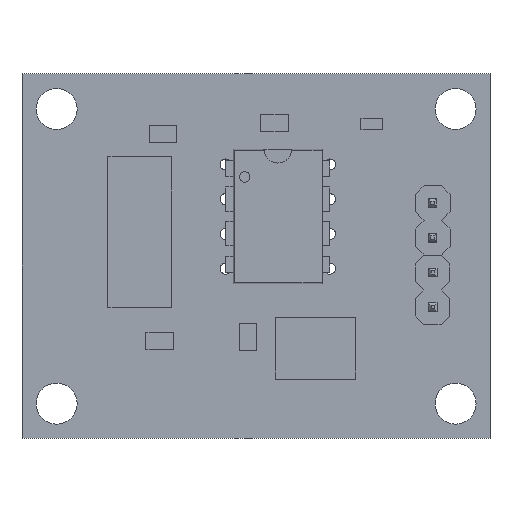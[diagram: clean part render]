
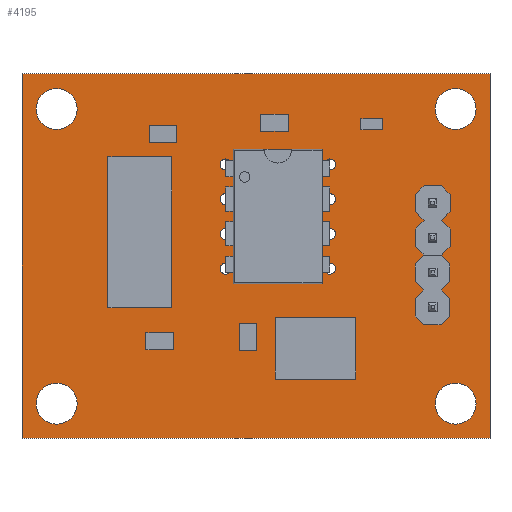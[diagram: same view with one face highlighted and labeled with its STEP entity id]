
A CAD part, top view. The second image highlights one B-rep face of the part: STEP entity #4195.
In plain terms, the highlighted planar face has unit normal (0, 0, 1).
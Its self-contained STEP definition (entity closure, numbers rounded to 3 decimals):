
#85=FACE_BOUND('',#587,.T.);
#86=FACE_BOUND('',#588,.T.);
#87=FACE_BOUND('',#589,.T.);
#88=FACE_BOUND('',#590,.T.);
#89=FACE_BOUND('',#591,.T.);
#90=FACE_BOUND('',#592,.T.);
#91=FACE_BOUND('',#593,.T.);
#92=FACE_BOUND('',#594,.T.);
#93=FACE_BOUND('',#595,.T.);
#94=FACE_BOUND('',#596,.T.);
#95=FACE_BOUND('',#597,.T.);
#96=FACE_BOUND('',#598,.T.);
#97=FACE_BOUND('',#599,.T.);
#98=FACE_BOUND('',#600,.T.);
#99=FACE_BOUND('',#601,.T.);
#100=FACE_BOUND('',#602,.T.);
#101=FACE_BOUND('',#603,.T.);
#102=FACE_BOUND('',#604,.T.);
#103=FACE_BOUND('',#605,.T.);
#104=FACE_BOUND('',#606,.T.);
#138=PLANE('',#4560);
#361=FACE_OUTER_BOUND('',#586,.T.);
#586=EDGE_LOOP('',(#2940,#2941,#2942,#2943));
#587=EDGE_LOOP('',(#2944));
#588=EDGE_LOOP('',(#2945));
#589=EDGE_LOOP('',(#2946));
#590=EDGE_LOOP('',(#2947));
#591=EDGE_LOOP('',(#2948));
#592=EDGE_LOOP('',(#2949));
#593=EDGE_LOOP('',(#2950));
#594=EDGE_LOOP('',(#2951));
#595=EDGE_LOOP('',(#2952));
#596=EDGE_LOOP('',(#2953));
#597=EDGE_LOOP('',(#2954));
#598=EDGE_LOOP('',(#2955));
#599=EDGE_LOOP('',(#2956));
#600=EDGE_LOOP('',(#2957));
#601=EDGE_LOOP('',(#2958));
#602=EDGE_LOOP('',(#2959));
#603=EDGE_LOOP('',(#2960));
#604=EDGE_LOOP('',(#2961));
#605=EDGE_LOOP('',(#2962));
#606=EDGE_LOOP('',(#2963));
#858=LINE('',#6020,#1376);
#861=LINE('',#6026,#1379);
#864=LINE('',#6032,#1382);
#867=LINE('',#6036,#1385);
#1376=VECTOR('',#4936,10.);
#1379=VECTOR('',#4941,10.);
#1382=VECTOR('',#4946,10.);
#1385=VECTOR('',#4951,10.);
#1873=CIRCLE('',#4498,0.406);
#1875=CIRCLE('',#4501,0.508);
#1877=CIRCLE('',#4504,0.508);
#1879=CIRCLE('',#4507,0.25);
#1881=CIRCLE('',#4510,0.406);
#1883=CIRCLE('',#4513,0.407);
#1885=CIRCLE('',#4516,0.406);
#1887=CIRCLE('',#4519,0.407);
#1889=CIRCLE('',#4522,0.406);
#1891=CIRCLE('',#4525,0.407);
#1893=CIRCLE('',#4528,0.406);
#1895=CIRCLE('',#4531,0.407);
#1897=CIRCLE('',#4534,0.25);
#1899=CIRCLE('',#4537,0.508);
#1901=CIRCLE('',#4540,0.508);
#1903=CIRCLE('',#4543,0.406);
#1904=CIRCLE('',#4545,1.5);
#1906=CIRCLE('',#4548,1.5);
#1908=CIRCLE('',#4551,1.5);
#1910=CIRCLE('',#4554,1.5);
#1917=VERTEX_POINT('',#5896);
#1919=VERTEX_POINT('',#5902);
#1921=VERTEX_POINT('',#5908);
#1923=VERTEX_POINT('',#5914);
#1925=VERTEX_POINT('',#5920);
#1927=VERTEX_POINT('',#5926);
#1929=VERTEX_POINT('',#5932);
#1931=VERTEX_POINT('',#5938);
#1933=VERTEX_POINT('',#5944);
#1935=VERTEX_POINT('',#5950);
#1937=VERTEX_POINT('',#5956);
#1939=VERTEX_POINT('',#5962);
#1941=VERTEX_POINT('',#5968);
#1943=VERTEX_POINT('',#5974);
#1945=VERTEX_POINT('',#5980);
#1947=VERTEX_POINT('',#5986);
#1948=VERTEX_POINT('',#5990);
#1950=VERTEX_POINT('',#5996);
#1952=VERTEX_POINT('',#6002);
#1954=VERTEX_POINT('',#6008);
#1958=VERTEX_POINT('',#6017);
#1959=VERTEX_POINT('',#6019);
#1961=VERTEX_POINT('',#6025);
#1963=VERTEX_POINT('',#6031);
#2282=EDGE_CURVE('',#1917,#1917,#1873,.T.);
#2285=EDGE_CURVE('',#1919,#1919,#1875,.T.);
#2288=EDGE_CURVE('',#1921,#1921,#1877,.T.);
#2291=EDGE_CURVE('',#1923,#1923,#1879,.T.);
#2294=EDGE_CURVE('',#1925,#1925,#1881,.T.);
#2297=EDGE_CURVE('',#1927,#1927,#1883,.T.);
#2300=EDGE_CURVE('',#1929,#1929,#1885,.T.);
#2303=EDGE_CURVE('',#1931,#1931,#1887,.T.);
#2306=EDGE_CURVE('',#1933,#1933,#1889,.T.);
#2309=EDGE_CURVE('',#1935,#1935,#1891,.T.);
#2312=EDGE_CURVE('',#1937,#1937,#1893,.T.);
#2315=EDGE_CURVE('',#1939,#1939,#1895,.T.);
#2318=EDGE_CURVE('',#1941,#1941,#1897,.T.);
#2321=EDGE_CURVE('',#1943,#1943,#1899,.T.);
#2324=EDGE_CURVE('',#1945,#1945,#1901,.T.);
#2327=EDGE_CURVE('',#1947,#1947,#1903,.T.);
#2328=EDGE_CURVE('',#1948,#1948,#1904,.T.);
#2331=EDGE_CURVE('',#1950,#1950,#1906,.T.);
#2334=EDGE_CURVE('',#1952,#1952,#1908,.T.);
#2337=EDGE_CURVE('',#1954,#1954,#1910,.T.);
#2342=EDGE_CURVE('',#1959,#1958,#858,.T.);
#2345=EDGE_CURVE('',#1961,#1959,#861,.T.);
#2348=EDGE_CURVE('',#1963,#1961,#864,.T.);
#2351=EDGE_CURVE('',#1958,#1963,#867,.T.);
#2940=ORIENTED_EDGE('',*,*,#2351,.T.);
#2941=ORIENTED_EDGE('',*,*,#2348,.T.);
#2942=ORIENTED_EDGE('',*,*,#2345,.T.);
#2943=ORIENTED_EDGE('',*,*,#2342,.T.);
#2944=ORIENTED_EDGE('',*,*,#2282,.T.);
#2945=ORIENTED_EDGE('',*,*,#2285,.T.);
#2946=ORIENTED_EDGE('',*,*,#2288,.T.);
#2947=ORIENTED_EDGE('',*,*,#2291,.T.);
#2948=ORIENTED_EDGE('',*,*,#2294,.T.);
#2949=ORIENTED_EDGE('',*,*,#2297,.T.);
#2950=ORIENTED_EDGE('',*,*,#2300,.T.);
#2951=ORIENTED_EDGE('',*,*,#2303,.T.);
#2952=ORIENTED_EDGE('',*,*,#2306,.T.);
#2953=ORIENTED_EDGE('',*,*,#2309,.T.);
#2954=ORIENTED_EDGE('',*,*,#2312,.T.);
#2955=ORIENTED_EDGE('',*,*,#2315,.T.);
#2956=ORIENTED_EDGE('',*,*,#2318,.T.);
#2957=ORIENTED_EDGE('',*,*,#2321,.T.);
#2958=ORIENTED_EDGE('',*,*,#2324,.T.);
#2959=ORIENTED_EDGE('',*,*,#2327,.T.);
#2960=ORIENTED_EDGE('',*,*,#2337,.T.);
#2961=ORIENTED_EDGE('',*,*,#2334,.T.);
#2962=ORIENTED_EDGE('',*,*,#2331,.T.);
#2963=ORIENTED_EDGE('',*,*,#2328,.T.);
#4195=ADVANCED_FACE('',(#361,#85,#86,#87,#88,#89,#90,#91,#92,#93,#94,#95,
#96,#97,#98,#99,#100,#101,#102,#103,#104),#138,.T.);
#4498=AXIS2_PLACEMENT_3D('',#5898,#4797,#4798);
#4501=AXIS2_PLACEMENT_3D('',#5904,#4804,#4805);
#4504=AXIS2_PLACEMENT_3D('',#5910,#4811,#4812);
#4507=AXIS2_PLACEMENT_3D('',#5916,#4818,#4819);
#4510=AXIS2_PLACEMENT_3D('',#5922,#4825,#4826);
#4513=AXIS2_PLACEMENT_3D('',#5928,#4832,#4833);
#4516=AXIS2_PLACEMENT_3D('',#5934,#4839,#4840);
#4519=AXIS2_PLACEMENT_3D('',#5940,#4846,#4847);
#4522=AXIS2_PLACEMENT_3D('',#5946,#4853,#4854);
#4525=AXIS2_PLACEMENT_3D('',#5952,#4860,#4861);
#4528=AXIS2_PLACEMENT_3D('',#5958,#4867,#4868);
#4531=AXIS2_PLACEMENT_3D('',#5964,#4874,#4875);
#4534=AXIS2_PLACEMENT_3D('',#5970,#4881,#4882);
#4537=AXIS2_PLACEMENT_3D('',#5976,#4888,#4889);
#4540=AXIS2_PLACEMENT_3D('',#5982,#4895,#4896);
#4543=AXIS2_PLACEMENT_3D('',#5988,#4902,#4903);
#4545=AXIS2_PLACEMENT_3D('',#5991,#4906,#4907);
#4548=AXIS2_PLACEMENT_3D('',#5997,#4913,#4914);
#4551=AXIS2_PLACEMENT_3D('',#6003,#4920,#4921);
#4554=AXIS2_PLACEMENT_3D('',#6009,#4927,#4928);
#4560=AXIS2_PLACEMENT_3D('',#6037,#4952,#4953);
#4797=DIRECTION('center_axis',(0.,0.,-1.));
#4798=DIRECTION('ref_axis',(1.,0.,0.));
#4804=DIRECTION('center_axis',(0.,0.,-1.));
#4805=DIRECTION('ref_axis',(1.,0.,0.));
#4811=DIRECTION('center_axis',(0.,0.,-1.));
#4812=DIRECTION('ref_axis',(1.,0.,0.));
#4818=DIRECTION('center_axis',(0.,0.,-1.));
#4819=DIRECTION('ref_axis',(1.,0.,0.));
#4825=DIRECTION('center_axis',(0.,0.,-1.));
#4826=DIRECTION('ref_axis',(1.,0.,0.));
#4832=DIRECTION('center_axis',(0.,0.,-1.));
#4833=DIRECTION('ref_axis',(1.,0.,0.));
#4839=DIRECTION('center_axis',(0.,0.,-1.));
#4840=DIRECTION('ref_axis',(1.,0.,0.));
#4846=DIRECTION('center_axis',(0.,0.,-1.));
#4847=DIRECTION('ref_axis',(1.,0.,0.));
#4853=DIRECTION('center_axis',(0.,0.,-1.));
#4854=DIRECTION('ref_axis',(1.,0.,0.));
#4860=DIRECTION('center_axis',(0.,0.,-1.));
#4861=DIRECTION('ref_axis',(1.,0.,0.));
#4867=DIRECTION('center_axis',(0.,0.,-1.));
#4868=DIRECTION('ref_axis',(1.,0.,0.));
#4874=DIRECTION('center_axis',(0.,0.,-1.));
#4875=DIRECTION('ref_axis',(1.,0.,0.));
#4881=DIRECTION('center_axis',(0.,0.,-1.));
#4882=DIRECTION('ref_axis',(1.,0.,0.));
#4888=DIRECTION('center_axis',(0.,0.,-1.));
#4889=DIRECTION('ref_axis',(1.,0.,0.));
#4895=DIRECTION('center_axis',(0.,0.,-1.));
#4896=DIRECTION('ref_axis',(1.,0.,0.));
#4902=DIRECTION('center_axis',(0.,0.,-1.));
#4903=DIRECTION('ref_axis',(1.,0.,0.));
#4906=DIRECTION('center_axis',(0.,0.,-1.));
#4907=DIRECTION('ref_axis',(1.,0.,0.));
#4913=DIRECTION('center_axis',(0.,0.,-1.));
#4914=DIRECTION('ref_axis',(1.,0.,0.));
#4920=DIRECTION('center_axis',(0.,0.,-1.));
#4921=DIRECTION('ref_axis',(1.,0.,0.));
#4927=DIRECTION('center_axis',(0.,0.,-1.));
#4928=DIRECTION('ref_axis',(1.,0.,0.));
#4936=DIRECTION('',(-1.,0.,0.));
#4941=DIRECTION('',(0.,1.,0.));
#4946=DIRECTION('',(1.,0.,0.));
#4951=DIRECTION('',(0.,-1.,0.));
#4952=DIRECTION('center_axis',(0.,0.,1.));
#4953=DIRECTION('ref_axis',(1.,0.,0.));
#5896=CARTESIAN_POINT('',(20.094,6.,1.57));
#5898=CARTESIAN_POINT('Origin',(20.5,6.,1.57));
#5902=CARTESIAN_POINT('',(29.562,9.55,1.57));
#5904=CARTESIAN_POINT('Origin',(30.07,9.55,1.57));
#5908=CARTESIAN_POINT('',(29.552,17.186,1.57));
#5910=CARTESIAN_POINT('Origin',(30.06,17.186,1.57));
#5914=CARTESIAN_POINT('',(8.37,17.49,1.57));
#5916=CARTESIAN_POINT('Origin',(8.62,17.49,1.57));
#5920=CARTESIAN_POINT('',(22.134,12.39,1.57));
#5922=CARTESIAN_POINT('Origin',(22.54,12.39,1.57));
#5926=CARTESIAN_POINT('',(14.514,12.39,1.57));
#5928=CARTESIAN_POINT('Origin',(14.92,12.39,1.57));
#5932=CARTESIAN_POINT('',(22.134,20.01,1.57));
#5934=CARTESIAN_POINT('Origin',(22.54,20.01,1.57));
#5938=CARTESIAN_POINT('',(14.514,17.47,1.57));
#5940=CARTESIAN_POINT('Origin',(14.92,17.47,1.57));
#5944=CARTESIAN_POINT('',(22.134,17.47,1.57));
#5946=CARTESIAN_POINT('Origin',(22.54,17.47,1.57));
#5950=CARTESIAN_POINT('',(14.514,14.93,1.57));
#5952=CARTESIAN_POINT('Origin',(14.92,14.93,1.57));
#5956=CARTESIAN_POINT('',(22.134,14.93,1.57));
#5958=CARTESIAN_POINT('Origin',(22.54,14.93,1.57));
#5962=CARTESIAN_POINT('',(14.514,20.01,1.57));
#5964=CARTESIAN_POINT('Origin',(14.92,20.01,1.57));
#5968=CARTESIAN_POINT('',(8.37,12.61,1.57));
#5970=CARTESIAN_POINT('Origin',(8.62,12.61,1.57));
#5974=CARTESIAN_POINT('',(29.552,14.646,1.57));
#5976=CARTESIAN_POINT('Origin',(30.06,14.646,1.57));
#5980=CARTESIAN_POINT('',(29.562,12.09,1.57));
#5982=CARTESIAN_POINT('Origin',(30.07,12.09,1.57));
#5986=CARTESIAN_POINT('',(22.094,6.,1.57));
#5988=CARTESIAN_POINT('Origin',(22.5,6.,1.57));
#5990=CARTESIAN_POINT('',(1.04,2.5,1.57));
#5991=CARTESIAN_POINT('Origin',(2.54,2.5,1.57));
#5996=CARTESIAN_POINT('',(30.25,2.5,1.57));
#5997=CARTESIAN_POINT('Origin',(31.75,2.5,1.57));
#6002=CARTESIAN_POINT('',(30.25,24.074,1.57));
#6003=CARTESIAN_POINT('Origin',(31.75,24.074,1.57));
#6008=CARTESIAN_POINT('',(1.04,24.074,1.57));
#6009=CARTESIAN_POINT('Origin',(2.54,24.074,1.57));
#6017=CARTESIAN_POINT('',(0.,26.665,1.57));
#6019=CARTESIAN_POINT('',(34.27,26.665,1.57));
#6020=CARTESIAN_POINT('',(34.27,26.665,1.57));
#6025=CARTESIAN_POINT('',(34.27,-0.04,1.57));
#6026=CARTESIAN_POINT('',(34.27,-0.04,1.57));
#6031=CARTESIAN_POINT('',(0.,-0.04,1.57));
#6032=CARTESIAN_POINT('',(0.,-0.04,1.57));
#6036=CARTESIAN_POINT('',(0.,26.665,1.57));
#6037=CARTESIAN_POINT('Origin',(17.135,13.313,1.57));
